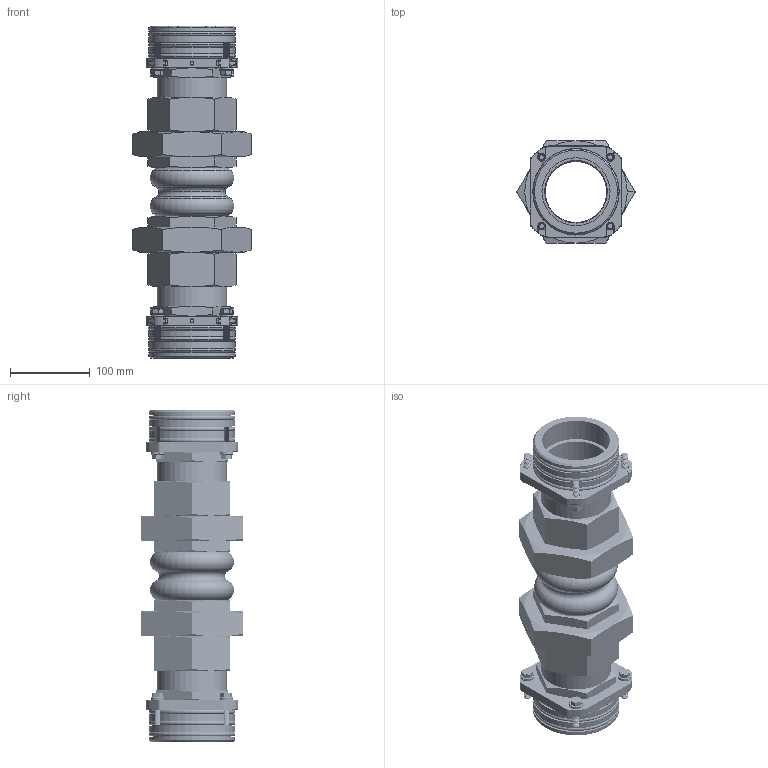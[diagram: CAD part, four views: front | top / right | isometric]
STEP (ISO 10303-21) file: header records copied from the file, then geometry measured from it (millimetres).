
FILE_DESCRIPTION (( 'STEP AP214' ), '1' );
FILE_NAME ('AR.226.110.110.STEP', '2016-04-13T14:37:23', ( '' ), ( '' ), 'SwSTEP 2.0', 'SolidWorks 2016', '' );
FILE_SCHEMA (( 'AUTOMOTIVE_DESIGN' ));
Length unit declared in the file: millimetre
Products named in the file (10): hex screw gradec_iso_ISO 4018 - M8 x 35-NS; RJS30N; spring lock washer 2_din_DIN 6905-11-FSt; RONDELLE UNI 6592_8.4x17 UNI 6592; AR.000.000.001; AR.201.110.003-L_Default<A macchina>; AR.226.110.110; AR.201.110.003; AR.000.000.002; GUARNIZIONI OR_OR 6387
Assembly tree (27 placements, depth 3):
  AR.226.110.110
    RJS30N
    AR.201.110.003  x2
      AR.201.110.003-L_Default<A macchina>
      AR.000.000.002
      AR.000.000.001
      GUARNIZIONI OR_OR 6387
      spring lock washer 2_din_DIN 6905-11-FSt
      hex screw gradec_iso_ISO 4018 - M8 x 35-NS
      RONDELLE UNI 6592_8.4x17 UNI 6592
Bounding box: 148.38 x 128.5 x 416.4 mm (x, y, z)
Volume: 1795195.3 mm3; surface area: 426131.8 mm2
Topology: 51 solids, 51 shells, 6404 faces, 16154 edges, 10144 vertices
Faces by surface type: plane 2182, cylinder 1396, bspline 1236, cone 1038, torus 440, sphere 112
Entity records: 103210 total; most frequent: CARTESIAN_POINT 51301, ORIENTED_EDGE 11290, DIRECTION 8609, EDGE_CURVE 5645, VERTEX_POINT 3612, VECTOR 3233, LINE 3233, AXIS2_PLACEMENT_3D 2688
